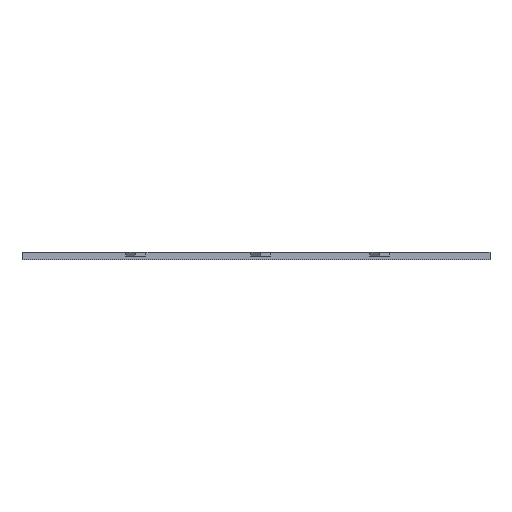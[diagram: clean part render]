
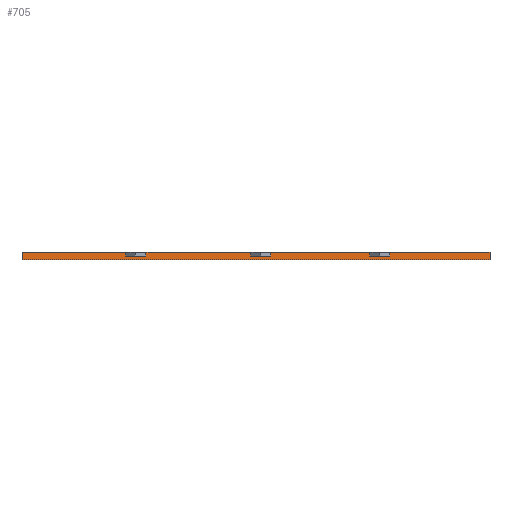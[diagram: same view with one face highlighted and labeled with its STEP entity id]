
A CAD part, left-side view. The second image highlights one B-rep face of the part: STEP entity #705.
In plain terms, the highlighted planar face has unit normal (-0.711, -0.703, 0).
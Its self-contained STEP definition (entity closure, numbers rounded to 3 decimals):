
#1 = LINE ( 'NONE', #536, #1706 ) ;
#8 = CARTESIAN_POINT ( 'NONE',  ( -29.462, -545.327, 2.5 ) ) ;
#12 = CARTESIAN_POINT ( 'NONE',  ( 45.704, -621.315, 5. ) ) ;
#23 = CARTESIAN_POINT ( 'NONE',  ( -274.298, -297.815, 5. ) ) ;
#53 = CARTESIAN_POINT ( 'NONE',  ( -110.781, -463.12, 5. ) ) ;
#74 = CARTESIAN_POINT ( 'NONE',  ( -29.462, -545.327, 0. ) ) ;
#84 = CARTESIAN_POINT ( 'NONE',  ( -36.495, -538.218, 0. ) ) ;
#85 = CARTESIAN_POINT ( 'NONE',  ( -287.539, -284.43, 5. ) ) ;
#99 = CARTESIAN_POINT ( 'NONE',  ( -287.539, -284.43, 5. ) ) ;
#115 = LINE ( 'NONE', #1490, #1621 ) ;
#117 = ORIENTED_EDGE ( 'NONE', *, *, #1726, .T. ) ;
#124 = VERTEX_POINT ( 'NONE', #1110 ) ;
#131 = EDGE_CURVE ( 'NONE', #1696, #444, #1011, .T. ) ;
#133 = CARTESIAN_POINT ( 'NONE',  ( -287.539, -284.43, 2.5 ) ) ;
#150 = DIRECTION ( 'NONE',  ( 0., 0., 1. ) ) ;
#155 = LINE ( 'NONE', #74, #520 ) ;
#171 = ORIENTED_EDGE ( 'NONE', *, *, #1207, .F. ) ;
#190 = CARTESIAN_POINT ( 'NONE',  ( -29.462, -545.327, 5. ) ) ;
#221 = EDGE_CURVE ( 'NONE', #1511, #595, #776, .T. ) ;
#236 = ORIENTED_EDGE ( 'NONE', *, *, #362, .F. ) ;
#244 = DIRECTION ( 'NONE',  ( 0.703, -0.711, 0. ) ) ;
#297 = VERTEX_POINT ( 'NONE', #1546 ) ;
#301 = ORIENTED_EDGE ( 'NONE', *, *, #450, .F. ) ;
#302 = CARTESIAN_POINT ( 'NONE',  ( -203.449, -369.439, 2.5 ) ) ;
#314 = DIRECTION ( 'NONE',  ( 0.703, -0.711, 0. ) ) ;
#315 = LINE ( 'NONE', #1275, #1623 ) ;
#330 = CARTESIAN_POINT ( 'NONE',  ( -287.539, -284.43, 0. ) ) ;
#350 = ORIENTED_EDGE ( 'NONE', *, *, #1144, .T. ) ;
#355 = CARTESIAN_POINT ( 'NONE',  ( -117.813, -456.011, 5. ) ) ;
#362 = EDGE_CURVE ( 'NONE', #512, #403, #1745, .T. ) ;
#385 = CARTESIAN_POINT ( 'NONE',  ( -274.298, -297.815, 0. ) ) ;
#400 = EDGE_CURVE ( 'NONE', #1500, #630, #1, .T. ) ;
#403 = VERTEX_POINT ( 'NONE', #12 ) ;
#419 = DIRECTION ( 'NONE',  ( 0., 0., 1. ) ) ;
#420 = DIRECTION ( 'NONE',  ( -0.703, 0.711, 0. ) ) ;
#429 = DIRECTION ( 'NONE',  ( -0.703, 0.711, 0. ) ) ;
#440 = ORIENTED_EDGE ( 'NONE', *, *, #1569, .F. ) ;
#444 = VERTEX_POINT ( 'NONE', #1095 ) ;
#450 = EDGE_CURVE ( 'NONE', #1247, #1156, #1670, .T. ) ;
#512 = VERTEX_POINT ( 'NONE', #190 ) ;
#518 = EDGE_CURVE ( 'NONE', #817, #512, #155, .T. ) ;
#520 = VECTOR ( 'NONE', #1272, 1000. ) ;
#533 = ORIENTED_EDGE ( 'NONE', *, *, #400, .T. ) ;
#536 = CARTESIAN_POINT ( 'NONE',  ( -117.813, -456.011, 0. ) ) ;
#554 = VECTOR ( 'NONE', #1132, 1000. ) ;
#555 = VECTOR ( 'NONE', #991, 1000. ) ;
#558 = CARTESIAN_POINT ( 'NONE',  ( -287.539, -284.43, 2.5 ) ) ;
#595 = VERTEX_POINT ( 'NONE', #971 ) ;
#619 = ORIENTED_EDGE ( 'NONE', *, *, #221, .T. ) ;
#630 = VERTEX_POINT ( 'NONE', #355 ) ;
#654 = CARTESIAN_POINT ( 'NONE',  ( -287.539, -284.43, 5. ) ) ;
#662 = DIRECTION ( 'NONE',  ( -0.703, 0.711, 0. ) ) ;
#666 = DIRECTION ( 'NONE',  ( 0., 0., 1. ) ) ;
#669 = ORIENTED_EDGE ( 'NONE', *, *, #1341, .T. ) ;
#699 = DIRECTION ( 'NONE',  ( 0.703, -0.711, 0. ) ) ;
#705 = ADVANCED_FACE ( 'NONE', ( #766 ), #1468, .T. ) ;
#753 = CARTESIAN_POINT ( 'NONE',  ( -36.495, -538.218, 2.5 ) ) ;
#766 = FACE_OUTER_BOUND ( 'NONE', #1346, .T. ) ;
#771 = LINE ( 'NONE', #85, #1538 ) ;
#775 = DIRECTION ( 'NONE',  ( -0.711, -0.703, 0. ) ) ;
#776 = LINE ( 'NONE', #84, #1642 ) ;
#815 = CARTESIAN_POINT ( 'NONE',  ( -196.416, -376.549, 2.5 ) ) ;
#817 = VERTEX_POINT ( 'NONE', #8 ) ;
#824 = VERTEX_POINT ( 'NONE', #302 ) ;
#874 = ORIENTED_EDGE ( 'NONE', *, *, #995, .F. ) ;
#878 = VECTOR ( 'NONE', #662, 1000. ) ;
#937 = CARTESIAN_POINT ( 'NONE',  ( -287.539, -284.43, 2.5 ) ) ;
#960 = DIRECTION ( 'NONE',  ( 0.703, -0.711, 0. ) ) ;
#969 = ORIENTED_EDGE ( 'NONE', *, *, #1672, .T. ) ;
#971 = CARTESIAN_POINT ( 'NONE',  ( -36.495, -538.218, 5. ) ) ;
#991 = DIRECTION ( 'NONE',  ( 0., 0., 1. ) ) ;
#995 = EDGE_CURVE ( 'NONE', #1390, #595, #1047, .T. ) ;
#1011 = LINE ( 'NONE', #330, #1702 ) ;
#1036 = VECTOR ( 'NONE', #960, 1000. ) ;
#1047 = LINE ( 'NONE', #99, #1400 ) ;
#1058 = CARTESIAN_POINT ( 'NONE',  ( -287.539, -284.43, 0. ) ) ;
#1081 = CARTESIAN_POINT ( 'NONE',  ( -196.416, -376.549, 5. ) ) ;
#1095 = CARTESIAN_POINT ( 'NONE',  ( 45.704, -621.315, 0. ) ) ;
#1110 = CARTESIAN_POINT ( 'NONE',  ( -203.449, -369.439, 5. ) ) ;
#1120 = LINE ( 'NONE', #1656, #555 ) ;
#1132 = DIRECTION ( 'NONE',  ( 0., 0., 1. ) ) ;
#1144 = EDGE_CURVE ( 'NONE', #297, #1500, #1620, .T. ) ;
#1156 = VERTEX_POINT ( 'NONE', #1081 ) ;
#1176 = ORIENTED_EDGE ( 'NONE', *, *, #518, .F. ) ;
#1200 = ORIENTED_EDGE ( 'NONE', *, *, #1217, .F. ) ;
#1207 = EDGE_CURVE ( 'NONE', #1156, #630, #1364, .T. ) ;
#1214 = LINE ( 'NONE', #558, #1359 ) ;
#1217 = EDGE_CURVE ( 'NONE', #297, #1390, #1483, .T. ) ;
#1218 = ORIENTED_EDGE ( 'NONE', *, *, #131, .T. ) ;
#1221 = EDGE_CURVE ( 'NONE', #1696, #1747, #115, .T. ) ;
#1247 = VERTEX_POINT ( 'NONE', #815 ) ;
#1251 = VECTOR ( 'NONE', #1350, 1000. ) ;
#1256 = VECTOR ( 'NONE', #150, 1000. ) ;
#1266 = DIRECTION ( 'NONE',  ( 0., 0., 1. ) ) ;
#1272 = DIRECTION ( 'NONE',  ( 0., 0., 1. ) ) ;
#1275 = CARTESIAN_POINT ( 'NONE',  ( 45.704, -621.315, 0. ) ) ;
#1337 = CARTESIAN_POINT ( 'NONE',  ( -287.539, -284.43, 5. ) ) ;
#1341 = EDGE_CURVE ( 'NONE', #444, #403, #315, .T. ) ;
#1345 = CARTESIAN_POINT ( 'NONE',  ( -110.781, -463.12, 0. ) ) ;
#1346 = EDGE_LOOP ( 'NONE', ( #969, #619, #874, #1200, #350, #533, #171, #301, #117, #1567, #440, #1356, #1218, #669, #236, #1176 ) ) ;
#1350 = DIRECTION ( 'NONE',  ( 0.703, -0.711, 0. ) ) ;
#1356 = ORIENTED_EDGE ( 'NONE', *, *, #1221, .F. ) ;
#1359 = VECTOR ( 'NONE', #420, 1000. ) ;
#1364 = LINE ( 'NONE', #1337, #1036 ) ;
#1390 = VERTEX_POINT ( 'NONE', #53 ) ;
#1400 = VECTOR ( 'NONE', #244, 1000. ) ;
#1403 = EDGE_CURVE ( 'NONE', #824, #124, #1120, .T. ) ;
#1428 = VECTOR ( 'NONE', #429, 1000. ) ;
#1468 = PLANE ( 'NONE',  #1709 ) ;
#1483 = LINE ( 'NONE', #1345, #1256 ) ;
#1490 = CARTESIAN_POINT ( 'NONE',  ( -274.298, -297.815, 0. ) ) ;
#1500 = VERTEX_POINT ( 'NONE', #1692 ) ;
#1511 = VERTEX_POINT ( 'NONE', #753 ) ;
#1538 = VECTOR ( 'NONE', #699, 1000. ) ;
#1546 = CARTESIAN_POINT ( 'NONE',  ( -110.781, -463.12, 2.5 ) ) ;
#1567 = ORIENTED_EDGE ( 'NONE', *, *, #1403, .T. ) ;
#1569 = EDGE_CURVE ( 'NONE', #1747, #124, #771, .T. ) ;
#1596 = DIRECTION ( 'NONE',  ( 0.703, -0.711, 0. ) ) ;
#1598 = LINE ( 'NONE', #937, #878 ) ;
#1620 = LINE ( 'NONE', #133, #1428 ) ;
#1621 = VECTOR ( 'NONE', #666, 1000. ) ;
#1623 = VECTOR ( 'NONE', #1266, 1000. ) ;
#1642 = VECTOR ( 'NONE', #1711, 1000. ) ;
#1656 = CARTESIAN_POINT ( 'NONE',  ( -203.449, -369.439, 2.5 ) ) ;
#1670 = LINE ( 'NONE', #1690, #554 ) ;
#1672 = EDGE_CURVE ( 'NONE', #817, #1511, #1598, .T. ) ;
#1690 = CARTESIAN_POINT ( 'NONE',  ( -196.416, -376.549, 2.5 ) ) ;
#1692 = CARTESIAN_POINT ( 'NONE',  ( -117.813, -456.011, 2.5 ) ) ;
#1696 = VERTEX_POINT ( 'NONE', #385 ) ;
#1702 = VECTOR ( 'NONE', #314, 1000. ) ;
#1706 = VECTOR ( 'NONE', #419, 1000. ) ;
#1709 = AXIS2_PLACEMENT_3D ( 'NONE', #1058, #775, #1596 ) ;
#1711 = DIRECTION ( 'NONE',  ( 0., 0., 1. ) ) ;
#1726 = EDGE_CURVE ( 'NONE', #1247, #824, #1214, .T. ) ;
#1745 = LINE ( 'NONE', #654, #1251 ) ;
#1747 = VERTEX_POINT ( 'NONE', #23 ) ;
